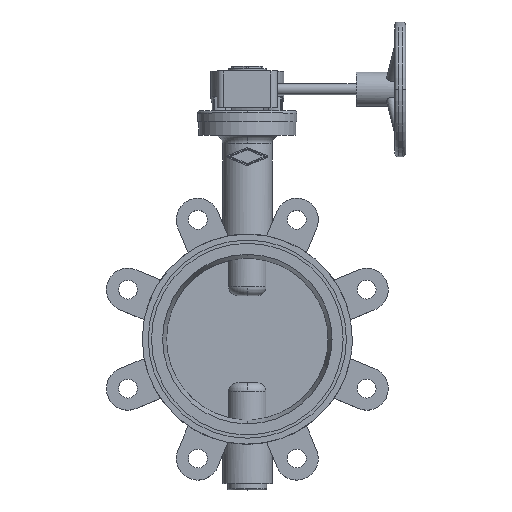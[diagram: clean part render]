
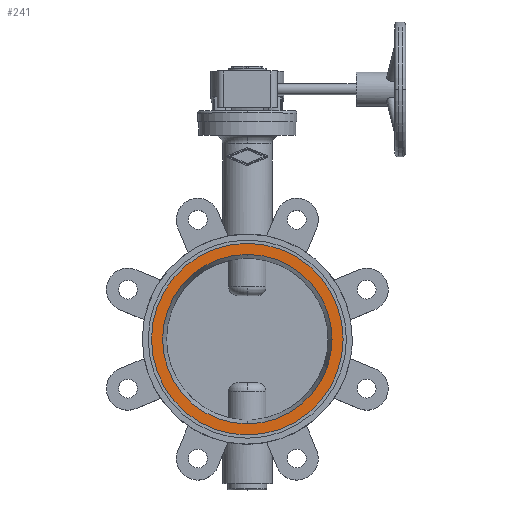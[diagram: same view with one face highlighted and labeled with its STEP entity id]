
A CAD part, top view. The second image highlights one B-rep face of the part: STEP entity #241.
In plain terms, the highlighted planar face has unit normal (0, 0, 1).
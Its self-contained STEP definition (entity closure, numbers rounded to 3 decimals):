
#241 = ADVANCED_FACE( '', ( #680, #681 ), #682, .T. );
#680 = FACE_BOUND( '', #1308, .T. );
#681 = FACE_OUTER_BOUND( '', #1309, .T. );
#682 = PLANE( '', #1310 );
#1308 = EDGE_LOOP( '', ( #2664, #2665 ) );
#1309 = EDGE_LOOP( '', ( #2666, #2667 ) );
#1310 = AXIS2_PLACEMENT_3D( '', #2668, #2669, #2670 );
#2664 = ORIENTED_EDGE( '', *, *, #4559, .F. );
#2665 = ORIENTED_EDGE( '', *, *, #4252, .F. );
#2666 = ORIENTED_EDGE( '', *, *, #4558, .T. );
#2667 = ORIENTED_EDGE( '', *, *, #4254, .T. );
#2668 = CARTESIAN_POINT( '', ( 0., 83.846, -1. ) );
#2669 = DIRECTION( '', ( 0., 0., 1. ) );
#2670 = DIRECTION( '', ( 0., 1., 0. ) );
#4252 = EDGE_CURVE( '', #5145, #5137, #5147, .T. );
#4254 = EDGE_CURVE( '', #5151, #5148, #5152, .T. );
#4558 = EDGE_CURVE( '', #5148, #5151, #5653, .T. );
#4559 = EDGE_CURVE( '', #5137, #5145, #5654, .T. );
#5137 = VERTEX_POINT( '', #6575 );
#5145 = VERTEX_POINT( '', #6618 );
#5147 = CIRCLE( '', #6621, 78.692 );
#5148 = VERTEX_POINT( '', #6622 );
#5151 = VERTEX_POINT( '', #6626 );
#5152 = CIRCLE( '', #6627, 89. );
#5653 = CIRCLE( '', #7962, 89. );
#5654 = CIRCLE( '', #7963, 78.692 );
#6575 = CARTESIAN_POINT( '', ( 0., 78.692, -1. ) );
#6618 = CARTESIAN_POINT( '', ( 0., -78.692, -1. ) );
#6621 = AXIS2_PLACEMENT_3D( '', #9982, #9983, #9984 );
#6622 = CARTESIAN_POINT( '', ( 0., 89., -1. ) );
#6626 = CARTESIAN_POINT( '', ( 0., -89., -1. ) );
#6627 = AXIS2_PLACEMENT_3D( '', #9986, #9987, #9988 );
#7962 = AXIS2_PLACEMENT_3D( '', #10520, #10521, #10522 );
#7963 = AXIS2_PLACEMENT_3D( '', #10523, #10524, #10525 );
#9982 = CARTESIAN_POINT( '', ( 0., 0., -1. ) );
#9983 = DIRECTION( '', ( 0., 0., 1. ) );
#9984 = DIRECTION( '', ( 0., 1., 0. ) );
#9986 = CARTESIAN_POINT( '', ( 0., 0., -1. ) );
#9987 = DIRECTION( '', ( 0., 0., 1. ) );
#9988 = DIRECTION( '', ( 0., 1., 0. ) );
#10520 = CARTESIAN_POINT( '', ( 0., 0., -1. ) );
#10521 = DIRECTION( '', ( 0., 0., 1. ) );
#10522 = DIRECTION( '', ( 0., 1., 0. ) );
#10523 = CARTESIAN_POINT( '', ( 0., 0., -1. ) );
#10524 = DIRECTION( '', ( 0., 0., 1. ) );
#10525 = DIRECTION( '', ( 0., 1., 0. ) );
